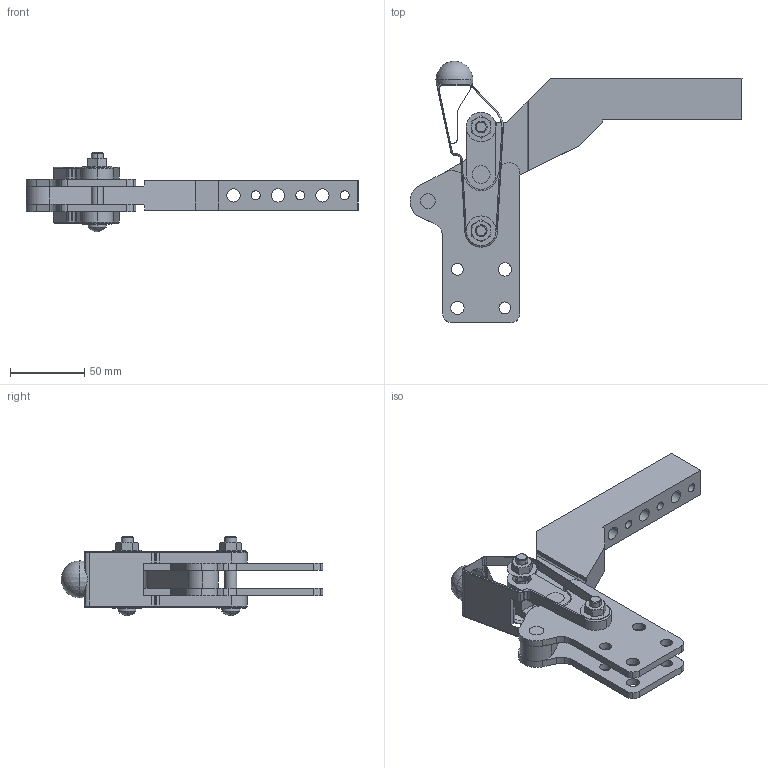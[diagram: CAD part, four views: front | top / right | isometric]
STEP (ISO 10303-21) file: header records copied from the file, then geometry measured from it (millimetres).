
FILE_DESCRIPTION((''),'2;1');
FILE_NAME('M20-01-127.stp','2007-02-28T14:34:09',('matthew'),(''),'Autodesk Inventor 8','Autodesk Inventor 8','');
FILE_SCHEMA(('AUTOMOTIVE_DESIGN { 1 0 10303 214 1 1 1 1 }'));
Length unit declared in the file: millimetre
Products named in the file (5): M20-01-127; M20-01-1271; M20-01-1272; M20-01-1273; M20-01-1274
Assembly tree (4 placements, depth 2):
  M20-01-127
    M20-01-1271
    M20-01-1272
    M20-01-1273
    M20-01-1274
Bounding box: 223.99 x 176.41 x 53.47 mm (x, y, z)
Volume: 257150.6 mm3; surface area: 81351.4 mm2
Topology: 4 solids, 4 shells, 287 faces, 760 edges, 494 vertices
Faces by surface type: cylinder 128, plane 87, bspline 30, cone 20, torus 16, sphere 6
Entity records: 9641 total; most frequent: CARTESIAN_POINT 2169, DIRECTION 1638, ORIENTED_EDGE 1510, EDGE_CURVE 755, AXIS2_PLACEMENT_3D 647, VERTEX_POINT 493, CIRCLE 381, EDGE_LOOP 348
